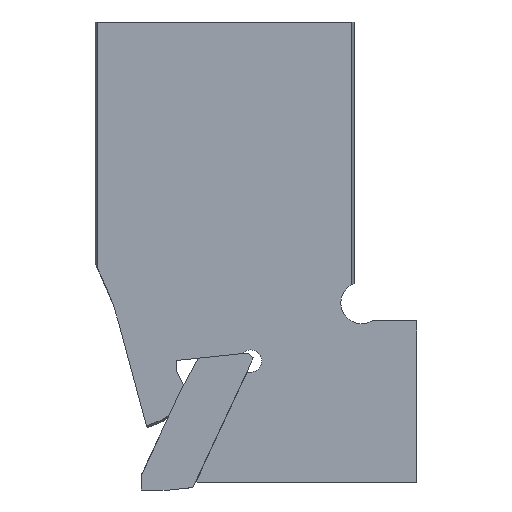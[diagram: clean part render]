
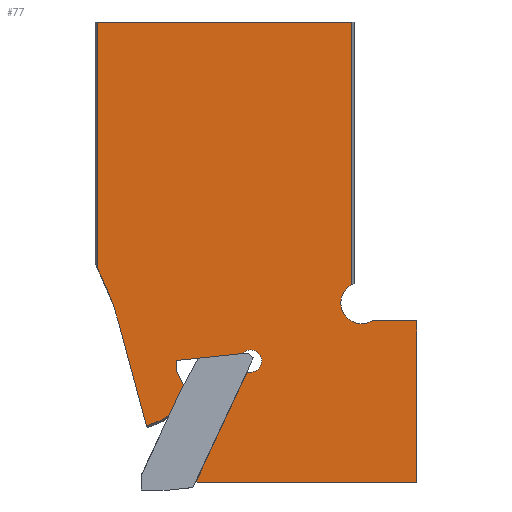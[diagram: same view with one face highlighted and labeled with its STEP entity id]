
A CAD part, left-side view. The second image highlights one B-rep face of the part: STEP entity #77.
In plain terms, the highlighted planar face has unit normal (-1, 0, 0).
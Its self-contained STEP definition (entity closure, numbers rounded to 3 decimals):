
#77=ADVANCED_FACE('',(#179),#136,.T.);
#136=PLANE('',#1158);
#179=FACE_OUTER_BOUND('',#238,.T.);
#238=EDGE_LOOP('',(#314,#315,#316,#317,#318,#319,#320,#321,#322,#323,#324,
#325,#326,#327,#328,#329,#330,#331,#332,#333));
#297=CIRCLE('',#1153,1.824);
#298=CIRCLE('',#1154,0.4);
#299=CIRCLE('',#1155,0.8);
#300=CIRCLE('',#1156,1.5);
#301=CIRCLE('',#1157,20.);
#314=ORIENTED_EDGE('',*,*,#724,.T.);
#315=ORIENTED_EDGE('',*,*,#725,.T.);
#316=ORIENTED_EDGE('',*,*,#726,.T.);
#317=ORIENTED_EDGE('',*,*,#727,.T.);
#318=ORIENTED_EDGE('',*,*,#728,.T.);
#319=ORIENTED_EDGE('',*,*,#729,.T.);
#320=ORIENTED_EDGE('',*,*,#730,.T.);
#321=ORIENTED_EDGE('',*,*,#731,.T.);
#322=ORIENTED_EDGE('',*,*,#732,.T.);
#323=ORIENTED_EDGE('',*,*,#733,.T.);
#324=ORIENTED_EDGE('',*,*,#734,.T.);
#325=ORIENTED_EDGE('',*,*,#735,.T.);
#326=ORIENTED_EDGE('',*,*,#736,.T.);
#327=ORIENTED_EDGE('',*,*,#737,.T.);
#328=ORIENTED_EDGE('',*,*,#738,.T.);
#329=ORIENTED_EDGE('',*,*,#739,.F.);
#330=ORIENTED_EDGE('',*,*,#740,.T.);
#331=ORIENTED_EDGE('',*,*,#741,.T.);
#332=ORIENTED_EDGE('',*,*,#742,.T.);
#333=ORIENTED_EDGE('',*,*,#743,.T.);
#624=VERTEX_POINT('',#1542);
#625=VERTEX_POINT('',#1543);
#626=VERTEX_POINT('',#1545);
#627=VERTEX_POINT('',#1547);
#628=VERTEX_POINT('',#1549);
#629=VERTEX_POINT('',#1551);
#630=VERTEX_POINT('',#1553);
#631=VERTEX_POINT('',#1555);
#632=VERTEX_POINT('',#1557);
#633=VERTEX_POINT('',#1559);
#634=VERTEX_POINT('',#1561);
#635=VERTEX_POINT('',#1563);
#636=VERTEX_POINT('',#1565);
#637=VERTEX_POINT('',#1567);
#638=VERTEX_POINT('',#1569);
#639=VERTEX_POINT('',#1571);
#640=VERTEX_POINT('',#1573);
#641=VERTEX_POINT('',#1575);
#642=VERTEX_POINT('',#1577);
#643=VERTEX_POINT('',#1579);
#724=EDGE_CURVE('',#624,#625,#879,.T.);
#725=EDGE_CURVE('',#625,#626,#880,.T.);
#726=EDGE_CURVE('',#626,#627,#297,.T.);
#727=EDGE_CURVE('',#627,#628,#881,.T.);
#728=EDGE_CURVE('',#628,#629,#882,.T.);
#729=EDGE_CURVE('',#629,#630,#298,.T.);
#730=EDGE_CURVE('',#630,#631,#883,.T.);
#731=EDGE_CURVE('',#631,#632,#884,.T.);
#732=EDGE_CURVE('',#632,#633,#299,.T.);
#733=EDGE_CURVE('',#633,#634,#885,.T.);
#734=EDGE_CURVE('',#634,#635,#886,.T.);
#735=EDGE_CURVE('',#635,#636,#887,.T.);
#736=EDGE_CURVE('',#636,#637,#888,.T.);
#737=EDGE_CURVE('',#637,#638,#889,.T.);
#738=EDGE_CURVE('',#638,#639,#890,.T.);
#739=EDGE_CURVE('',#640,#639,#300,.T.);
#740=EDGE_CURVE('',#640,#641,#891,.T.);
#741=EDGE_CURVE('',#641,#642,#892,.T.);
#742=EDGE_CURVE('',#642,#643,#893,.T.);
#743=EDGE_CURVE('',#643,#624,#301,.T.);
#879=LINE('',#1541,#1003);
#880=LINE('',#1544,#1004);
#881=LINE('',#1548,#1005);
#882=LINE('',#1550,#1006);
#883=LINE('',#1554,#1007);
#884=LINE('',#1556,#1008);
#885=LINE('',#1560,#1009);
#886=LINE('',#1562,#1010);
#887=LINE('',#1564,#1011);
#888=LINE('',#1566,#1012);
#889=LINE('',#1568,#1013);
#890=LINE('',#1570,#1014);
#891=LINE('',#1574,#1015);
#892=LINE('',#1576,#1016);
#893=LINE('',#1578,#1017);
#1003=VECTOR('',#1245,1.);
#1004=VECTOR('',#1246,1.);
#1005=VECTOR('',#1249,1.);
#1006=VECTOR('',#1250,1.);
#1007=VECTOR('',#1253,1.);
#1008=VECTOR('',#1254,1.);
#1009=VECTOR('',#1257,1.);
#1010=VECTOR('',#1258,1.);
#1011=VECTOR('',#1259,1.);
#1012=VECTOR('',#1260,1.);
#1013=VECTOR('',#1261,1.);
#1014=VECTOR('',#1262,1.);
#1015=VECTOR('',#1265,1.);
#1016=VECTOR('',#1266,1.);
#1017=VECTOR('',#1267,1.);
#1153=AXIS2_PLACEMENT_3D('',#1546,#1247,#1248);
#1154=AXIS2_PLACEMENT_3D('',#1552,#1251,#1252);
#1155=AXIS2_PLACEMENT_3D('',#1558,#1255,#1256);
#1156=AXIS2_PLACEMENT_3D('',#1572,#1263,#1264);
#1157=AXIS2_PLACEMENT_3D('',#1580,#1268,#1269);
#1158=AXIS2_PLACEMENT_3D('',#1581,#1270,#1271);
#1245=DIRECTION('',(0.,-0.259,-0.966));
#1246=DIRECTION('',(0.,-0.934,0.358));
#1247=DIRECTION('',(-1.,0.,0.));
#1248=DIRECTION('',(0.,-1.,0.));
#1249=DIRECTION('',(0.,-0.407,0.914));
#1250=DIRECTION('',(0.,0.407,0.914));
#1251=DIRECTION('',(1.,0.,0.));
#1252=DIRECTION('',(0.,-1.,0.));
#1253=DIRECTION('',(0.,0.,1.));
#1254=DIRECTION('',(0.,-0.995,0.105));
#1255=DIRECTION('',(1.,0.,0.));
#1256=DIRECTION('',(0.,0.,1.));
#1257=DIRECTION('',(0.,0.995,-0.105));
#1258=DIRECTION('',(0.,0.423,-0.906));
#1259=DIRECTION('',(0.,-0.707,-0.707));
#1260=DIRECTION('',(0.,-1.,0.));
#1261=DIRECTION('',(0.,0.,1.));
#1262=DIRECTION('',(0.,1.,0.));
#1263=DIRECTION('',(-1.,0.,0.));
#1264=DIRECTION('',(0.,0.,1.));
#1265=DIRECTION('',(0.,0.,1.));
#1266=DIRECTION('',(0.,1.,0.));
#1267=DIRECTION('',(0.,0.,-1.));
#1268=DIRECTION('',(1.,0.,0.));
#1269=DIRECTION('',(0.,0.,1.));
#1270=DIRECTION('',(-1.,0.,0.));
#1271=DIRECTION('',(0.,1.,0.));
#1541=CARTESIAN_POINT('',(-1.2,17.062,-0.224));
#1542=CARTESIAN_POINT('',(-1.2,17.062,-0.224));
#1543=CARTESIAN_POINT('',(-1.2,15.101,-7.542));
#1544=CARTESIAN_POINT('',(-1.2,14.113,-7.163));
#1545=CARTESIAN_POINT('',(-1.2,14.113,-7.163));
#1546=CARTESIAN_POINT('',(-1.2,14.767,-5.46));
#1547=CARTESIAN_POINT('',(-1.2,13.1,-6.202));
#1548=CARTESIAN_POINT('',(-1.2,12.549,-4.963));
#1549=CARTESIAN_POINT('',(-1.2,12.423,-4.681));
#1550=CARTESIAN_POINT('',(-1.2,12.343,-4.86));
#1551=CARTESIAN_POINT('',(-1.2,12.932,-3.537));
#1552=CARTESIAN_POINT('',(-1.2,12.567,-3.374));
#1553=CARTESIAN_POINT('',(-1.2,12.967,-3.374));
#1554=CARTESIAN_POINT('',(-1.2,12.967,-3.459));
#1555=CARTESIAN_POINT('',(-1.2,12.967,-2.843));
#1556=CARTESIAN_POINT('',(-1.2,9.387,-2.466));
#1557=CARTESIAN_POINT('',(-1.2,8.199,-2.341));
#1558=CARTESIAN_POINT('',(-1.2,7.61,-2.883));
#1559=CARTESIAN_POINT('',(-1.2,7.526,-3.678));
#1560=CARTESIAN_POINT('',(-1.2,7.526,-3.678));
#1561=CARTESIAN_POINT('',(-1.2,7.867,-3.714));
#1562=CARTESIAN_POINT('',(-1.2,11.48,-11.462));
#1563=CARTESIAN_POINT('',(-1.2,11.502,-11.51));
#1564=CARTESIAN_POINT('',(-1.2,11.612,-11.4));
#1565=CARTESIAN_POINT('',(-1.2,11.412,-11.6));
#1566=CARTESIAN_POINT('',(-1.2,18.79,-11.6));
#1567=CARTESIAN_POINT('',(-1.2,-4.357,-11.6));
#1568=CARTESIAN_POINT('',(-1.2,-4.357,-11.6));
#1569=CARTESIAN_POINT('',(-1.2,-4.357,0.));
#1570=CARTESIAN_POINT('',(-1.2,-4.357,0.));
#1571=CARTESIAN_POINT('',(-1.2,-1.136,0.));
#1572=CARTESIAN_POINT('',(-1.2,-0.387,1.3));
#1573=CARTESIAN_POINT('',(-1.2,0.322,2.622));
#1574=CARTESIAN_POINT('',(-1.2,0.322,21.5));
#1575=CARTESIAN_POINT('',(-1.2,0.322,21.5));
#1576=CARTESIAN_POINT('',(-1.2,0.161,21.5));
#1577=CARTESIAN_POINT('',(-1.2,18.629,21.5));
#1578=CARTESIAN_POINT('',(-1.2,18.629,4.116));
#1579=CARTESIAN_POINT('',(-1.2,18.629,3.813));
#1580=CARTESIAN_POINT('',(-1.2,36.381,-5.4));
#1581=CARTESIAN_POINT('',(-1.2,18.79,21.5));
